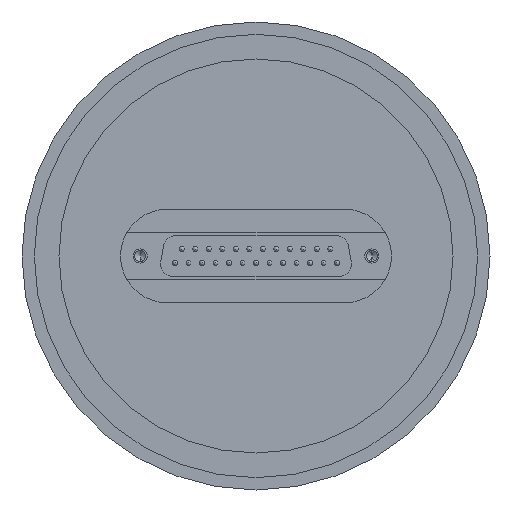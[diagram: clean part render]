
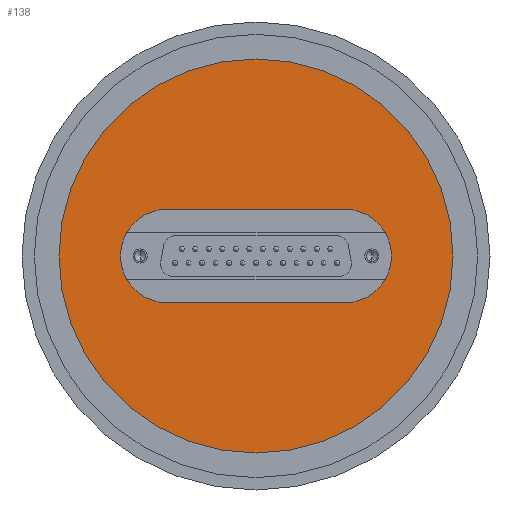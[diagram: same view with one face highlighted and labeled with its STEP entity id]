
A CAD part, front view. The second image highlights one B-rep face of the part: STEP entity #138.
In plain terms, the highlighted planar face has unit normal (0, -1, 0).
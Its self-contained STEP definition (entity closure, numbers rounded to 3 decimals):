
#132 = ORIENTED_EDGE ( 'NONE', *, *, #544, .T. ) ;
#138 = ADVANCED_FACE ( 'NONE', ( #4131, #3067 ), #628, .T. ) ;
#140 = VECTOR ( 'NONE', #1378, 1000. ) ;
#242 = DIRECTION ( 'NONE',  ( 0., 0., -1. ) ) ;
#247 = DIRECTION ( 'NONE',  ( 0., 1., 0. ) ) ;
#317 = CARTESIAN_POINT ( 'NONE',  ( 18., -12., 9.5 ) ) ;
#401 = VERTEX_POINT ( 'NONE', #317 ) ;
#475 = EDGE_CURVE ( 'NONE', #579, #401, #4359, .T. ) ;
#490 = EDGE_CURVE ( 'NONE', #1135, #579, #4461, .T. ) ;
#531 = EDGE_CURVE ( 'NONE', #2155, #1135, #4114, .T. ) ;
#544 = EDGE_CURVE ( 'NONE', #401, #2155, #2408, .T. ) ;
#562 = EDGE_LOOP ( 'NONE', ( #1758, #581 ) ) ;
#573 = CARTESIAN_POINT ( 'NONE',  ( 0., -12., 40. ) ) ;
#579 = VERTEX_POINT ( 'NONE', #3312 ) ;
#581 = ORIENTED_EDGE ( 'NONE', *, *, #1592, .T. ) ;
#598 = EDGE_CURVE ( 'NONE', #990, #4530, #912, .T. ) ;
#628 = PLANE ( 'NONE',  #3214 ) ;
#912 = CIRCLE ( 'NONE', #3949, 40. ) ;
#990 = VERTEX_POINT ( 'NONE', #4145 ) ;
#997 = CARTESIAN_POINT ( 'NONE',  ( 18., -12., -9.5 ) ) ;
#1050 = CARTESIAN_POINT ( 'NONE',  ( 0., -12., 0. ) ) ;
#1135 = VERTEX_POINT ( 'NONE', #3187 ) ;
#1378 = DIRECTION ( 'NONE',  ( -1., 0., 0. ) ) ;
#1395 = CARTESIAN_POINT ( 'NONE',  ( 0., -12., -40. ) ) ;
#1419 = VECTOR ( 'NONE', #3939, 1000. ) ;
#1440 = DIRECTION ( 'NONE',  ( 0., 0., -1. ) ) ;
#1592 = EDGE_CURVE ( 'NONE', #4530, #990, #1966, .T. ) ;
#1704 = CARTESIAN_POINT ( 'NONE',  ( 18., -12., 9.5 ) ) ;
#1758 = ORIENTED_EDGE ( 'NONE', *, *, #598, .T. ) ;
#1966 = CIRCLE ( 'NONE', #2684, 40. ) ;
#2004 = EDGE_LOOP ( 'NONE', ( #132, #2868, #3582, #3461 ) ) ;
#2042 = DIRECTION ( 'NONE',  ( 0., -1., 0. ) ) ;
#2113 = DIRECTION ( 'NONE',  ( 0., 1., 0. ) ) ;
#2155 = VERTEX_POINT ( 'NONE', #4502 ) ;
#2408 = CIRCLE ( 'NONE', #3873, 9.5 ) ;
#2526 = CARTESIAN_POINT ( 'NONE',  ( 18., -12., 0. ) ) ;
#2684 = AXIS2_PLACEMENT_3D ( 'NONE', #4241, #2042, #4607 ) ;
#2868 = ORIENTED_EDGE ( 'NONE', *, *, #531, .T. ) ;
#2904 = DIRECTION ( 'NONE',  ( 0., 0., 1. ) ) ;
#3067 = FACE_OUTER_BOUND ( 'NONE', #562, .T. ) ;
#3187 = CARTESIAN_POINT ( 'NONE',  ( -18., -12., -9.5 ) ) ;
#3214 = AXIS2_PLACEMENT_3D ( 'NONE', #1395, #4365, #242 ) ;
#3312 = CARTESIAN_POINT ( 'NONE',  ( -18., -12., 9.5 ) ) ;
#3461 = ORIENTED_EDGE ( 'NONE', *, *, #475, .T. ) ;
#3582 = ORIENTED_EDGE ( 'NONE', *, *, #490, .T. ) ;
#3684 = DIRECTION ( 'NONE',  ( 0., -1., 0. ) ) ;
#3810 = AXIS2_PLACEMENT_3D ( 'NONE', #4305, #2113, #4674 ) ;
#3873 = AXIS2_PLACEMENT_3D ( 'NONE', #2526, #247, #2904 ) ;
#3939 = DIRECTION ( 'NONE',  ( 1., 0., 0. ) ) ;
#3949 = AXIS2_PLACEMENT_3D ( 'NONE', #1050, #3684, #1440 ) ;
#4114 = LINE ( 'NONE', #997, #140 ) ;
#4131 = FACE_BOUND ( 'NONE', #2004, .T. ) ;
#4145 = CARTESIAN_POINT ( 'NONE',  ( 0., -12., -40. ) ) ;
#4241 = CARTESIAN_POINT ( 'NONE',  ( 0., -12., 0. ) ) ;
#4305 = CARTESIAN_POINT ( 'NONE',  ( -18., -12., 0. ) ) ;
#4359 = LINE ( 'NONE', #1704, #1419 ) ;
#4365 = DIRECTION ( 'NONE',  ( 0., -1., 0. ) ) ;
#4461 = CIRCLE ( 'NONE', #3810, 9.5 ) ;
#4502 = CARTESIAN_POINT ( 'NONE',  ( 18., -12., -9.5 ) ) ;
#4530 = VERTEX_POINT ( 'NONE', #573 ) ;
#4607 = DIRECTION ( 'NONE',  ( 0., 0., -1. ) ) ;
#4674 = DIRECTION ( 'NONE',  ( 0., 0., 1. ) ) ;
